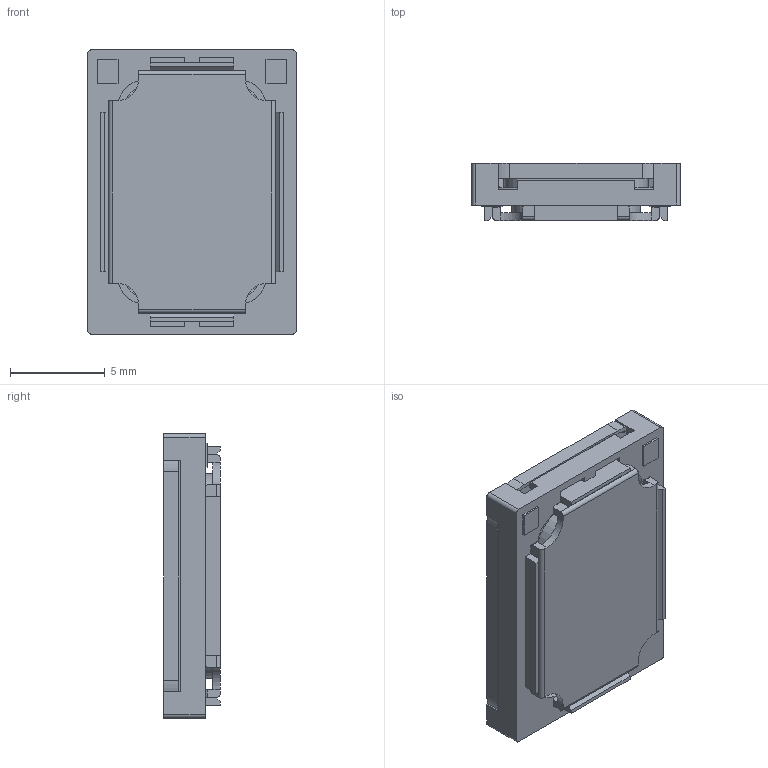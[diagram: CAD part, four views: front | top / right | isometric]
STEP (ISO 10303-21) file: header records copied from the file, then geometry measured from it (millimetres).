
FILE_DESCRIPTION(/* description */ (''),/* implementation_level */ '2;1');
FILE_NAME(/* name */ 'CMS-15118D-SP.step',/* time_stamp */ '2023-02-23T22:23:21+01:00',/* author */ (''),/* organization */ (''),/* preprocessor_version */ 'ST-DEVELOPER v19.2',/* originating_system */ 'Autodesk Translation Framework v11.17.0.187',/* authorisation */ '');
FILE_SCHEMA (('AUTOMOTIVE_DESIGN { 1 0 10303 214 3 1 1 }'));
Length unit declared in the file: millimetre
Products named in the file (1): CUI_DEVICES_CMS-15118D-SP
Bounding box: 11 x 3 x 15 mm (x, y, z)
Volume: 265.3 mm3; surface area: 1147.2 mm2
Topology: 1 solids, 1 shells, 302 faces, 878 edges, 562 vertices
Faces by surface type: plane 184, cylinder 102, torus 16
Entity records: 10080 total; most frequent: CARTESIAN_POINT 1855, ORIENTED_EDGE 1756, DIRECTION 1674, EDGE_CURVE 878, LINE 656, VECTOR 656, VERTEX_POINT 562, AXIS2_PLACEMENT_3D 509
